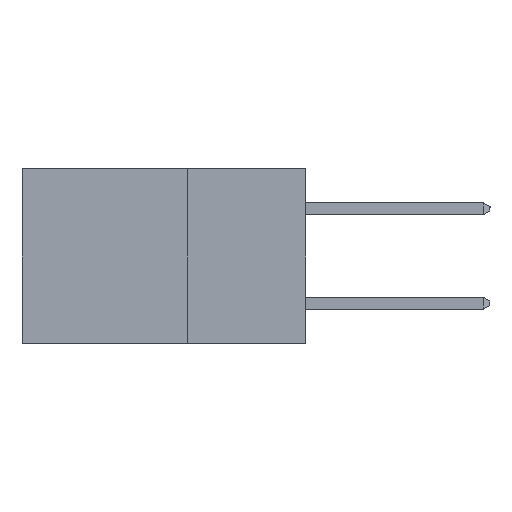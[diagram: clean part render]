
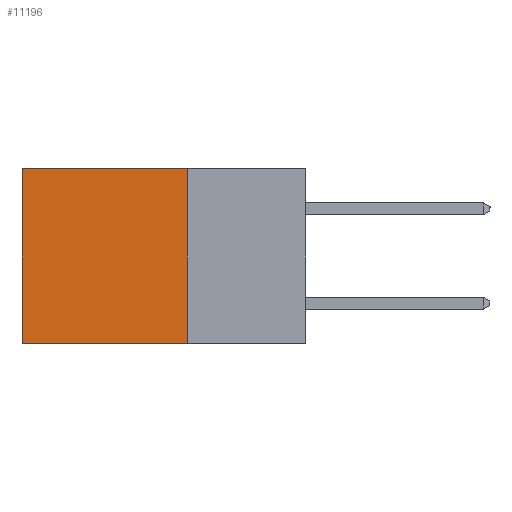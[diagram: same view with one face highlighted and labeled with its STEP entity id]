
A CAD part, left-side view. The second image highlights one B-rep face of the part: STEP entity #11196.
In plain terms, the highlighted planar face has unit normal (-1, 0, 0).
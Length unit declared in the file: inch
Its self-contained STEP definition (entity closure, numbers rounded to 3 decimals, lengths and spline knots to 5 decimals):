
#345 = ORIENTED_EDGE ( 'NONE', *, *, #5591, .F. ) ;
#465 = VERTEX_POINT ( 'NONE', #1764 ) ;
#777 = VERTEX_POINT ( 'NONE', #8173 ) ;
#1021 = DIRECTION ( 'NONE',  ( 0., 1., 0. ) ) ;
#1482 = VERTEX_POINT ( 'NONE', #8231 ) ;
#1690 = VECTOR ( 'NONE', #11934, 39.37008 ) ;
#1764 = CARTESIAN_POINT ( 'NONE',  ( 0.2615, 0.25, -0.37 ) ) ;
#2128 = VERTEX_POINT ( 'NONE', #13658 ) ;
#2193 = LINE ( 'NONE', #8596, #3383 ) ;
#3383 = VECTOR ( 'NONE', #7801, 39.37008 ) ;
#3578 = ORIENTED_EDGE ( 'NONE', *, *, #13959, .F. ) ;
#4334 = FACE_OUTER_BOUND ( 'NONE', #4354, .T. ) ;
#4354 = EDGE_LOOP ( 'NONE', ( #8760, #345, #3578, #12760 ) ) ;
#5350 = DIRECTION ( 'NONE',  ( 0., 0., -1. ) ) ;
#5559 = DIRECTION ( 'NONE',  ( 1., 0., 0. ) ) ;
#5591 = EDGE_CURVE ( 'NONE', #465, #2128, #7731, .T. ) ;
#7731 = LINE ( 'NONE', #12154, #1690 ) ;
#7801 = DIRECTION ( 'NONE',  ( 0., 0., -1. ) ) ;
#8160 = EDGE_CURVE ( 'NONE', #1482, #2128, #2193, .T. ) ;
#8173 = CARTESIAN_POINT ( 'NONE',  ( 0.2615, 0.25, 0. ) ) ;
#8231 = CARTESIAN_POINT ( 'NONE',  ( 0.2615, 0.6, 0. ) ) ;
#8596 = CARTESIAN_POINT ( 'NONE',  ( 0.2615, 0.6, -0.37 ) ) ;
#8739 = LINE ( 'NONE', #13364, #9249 ) ;
#8760 = ORIENTED_EDGE ( 'NONE', *, *, #8160, .T. ) ;
#8767 = CARTESIAN_POINT ( 'NONE',  ( 0.2615, 0.25, -0.37 ) ) ;
#9249 = VECTOR ( 'NONE', #1021, 39.37008 ) ;
#10466 = VECTOR ( 'NONE', #10951, 39.37008 ) ;
#10801 = EDGE_CURVE ( 'NONE', #777, #1482, #8739, .T. ) ;
#10951 = DIRECTION ( 'NONE',  ( 0., 0., -1. ) ) ;
#11103 = PLANE ( 'NONE',  #13874 ) ;
#11196 = ADVANCED_FACE ( 'NONE', ( #4334 ), #11103, .F. ) ;
#11934 = DIRECTION ( 'NONE',  ( 0., 1., 0. ) ) ;
#12154 = CARTESIAN_POINT ( 'NONE',  ( 0.2615, 0.25, -0.37 ) ) ;
#12210 = CARTESIAN_POINT ( 'NONE',  ( 0.2615, 0.25, -0.37 ) ) ;
#12760 = ORIENTED_EDGE ( 'NONE', *, *, #10801, .T. ) ;
#13364 = CARTESIAN_POINT ( 'NONE',  ( 0.2615, 0.25, 0. ) ) ;
#13658 = CARTESIAN_POINT ( 'NONE',  ( 0.2615, 0.6, -0.37 ) ) ;
#13874 = AXIS2_PLACEMENT_3D ( 'NONE', #12210, #5559, #5350 ) ;
#13959 = EDGE_CURVE ( 'NONE', #777, #465, #13990, .T. ) ;
#13990 = LINE ( 'NONE', #8767, #10466 ) ;
